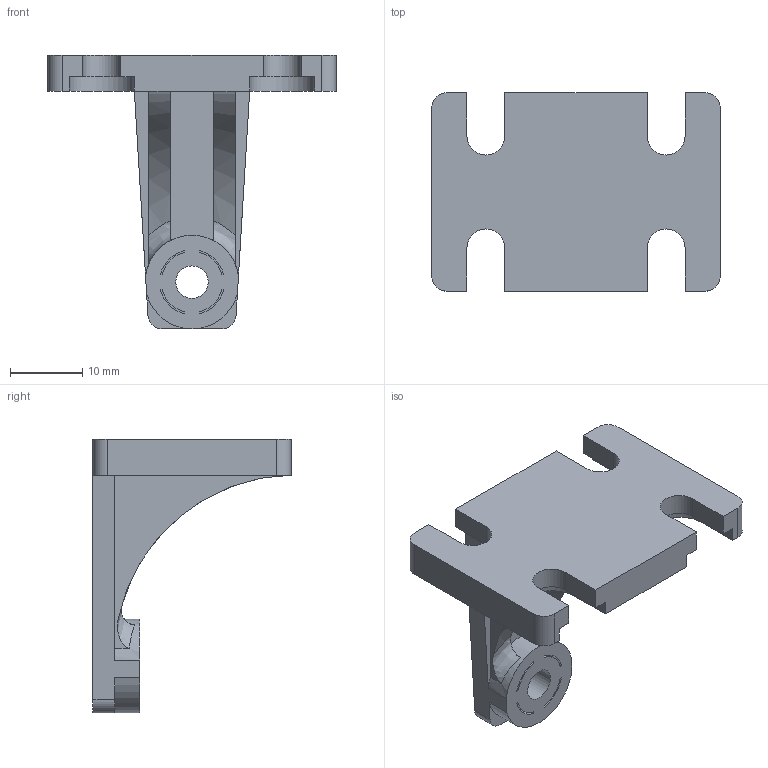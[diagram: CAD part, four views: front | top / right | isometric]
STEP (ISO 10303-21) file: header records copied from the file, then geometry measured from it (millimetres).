
FILE_DESCRIPTION((''),'2;1');
FILE_NAME('BED SUPPORT 2.stp','2014-06-10T15:07:20',('jge'),(''),'Autodesk Inventor 2012','Autodesk Inventor 2012','');
FILE_SCHEMA(('AUTOMOTIVE_DESIGN { 1 0 10303 214 1 1 1 1 }'));
Length unit declared in the file: millimetre
Products named in the file (1): BED SUPPORT 2
Bounding box: 40 x 27.5 x 38 mm (x, y, z)
Volume: 6826 mm3; surface area: 4743.6 mm2
Topology: 1 solids, 1 shells, 88 faces, 239 edges, 157 vertices
Faces by surface type: plane 59, cylinder 27, bspline 2
Full cylindrical faces by diameter (mm): 4.5 x1
Entity records: 2871 total; most frequent: CARTESIAN_POINT 588, ORIENTED_EDGE 476, DIRECTION 461, EDGE_CURVE 238, VECTOR 173, LINE 173, VERTEX_POINT 157, AXIS2_PLACEMENT_3D 144
